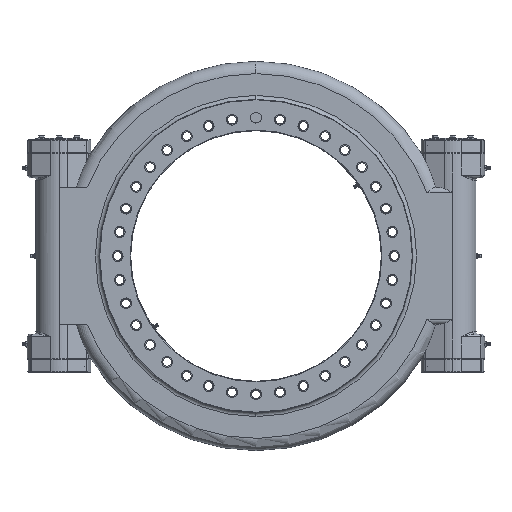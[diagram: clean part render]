
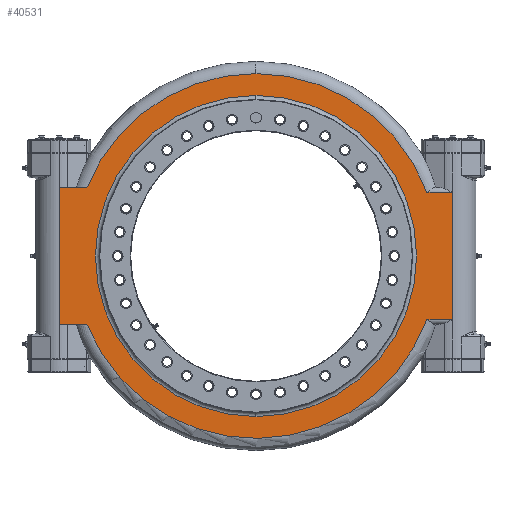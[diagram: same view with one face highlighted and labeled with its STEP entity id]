
A CAD part, left-side view. The second image highlights one B-rep face of the part: STEP entity #40531.
In plain terms, the highlighted planar face has unit normal (-1, 0, 0).
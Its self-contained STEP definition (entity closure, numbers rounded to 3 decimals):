
#2133 = CARTESIAN_POINT ( 'NONE',  ( -48., 0., 0. ) ) ;
#2280 = LINE ( 'NONE', #4136, #26180 ) ;
#4136 = CARTESIAN_POINT ( 'NONE',  ( -48., 328., -130. ) ) ;
#4939 = CARTESIAN_POINT ( 'NONE',  ( -48., 401.889, -140. ) ) ;
#5791 = EDGE_CURVE ( 'NONE', #47363, #45412, #40391, .T. ) ;
#5967 = EDGE_CURVE ( 'NONE', #17019, #39611, #20689, .T. ) ;
#6062 = LINE ( 'NONE', #19466, #51730 ) ;
#6626 = CARTESIAN_POINT ( 'NONE',  ( -48., -401.889, -130. ) ) ;
#6700 = EDGE_CURVE ( 'NONE', #30784, #51188, #19825, .T. ) ;
#10069 = CARTESIAN_POINT ( 'NONE',  ( -48., 0., 0. ) ) ;
#11033 = DIRECTION ( 'NONE',  ( 0., 0., -1. ) ) ;
#11436 = DIRECTION ( 'NONE',  ( 1., 0., 0. ) ) ;
#12485 = DIRECTION ( 'NONE',  ( 0., 0., 1. ) ) ;
#12841 = AXIS2_PLACEMENT_3D ( 'NONE', #14277, #27601, #31710 ) ;
#13380 = CARTESIAN_POINT ( 'NONE',  ( -48., -345.19, 130. ) ) ;
#13536 = CARTESIAN_POINT ( 'NONE',  ( -48., -401.889, 140. ) ) ;
#14045 = CARTESIAN_POINT ( 'NONE',  ( -48., 0., 0. ) ) ;
#14277 = CARTESIAN_POINT ( 'NONE',  ( -48., 0., 0. ) ) ;
#14905 = VERTEX_POINT ( 'NONE', #21759 ) ;
#16614 = ORIENTED_EDGE ( 'NONE', *, *, #52718, .T. ) ;
#17019 = VERTEX_POINT ( 'NONE', #18098 ) ;
#17235 = EDGE_CURVE ( 'NONE', #14905, #38226, #43492, .T. ) ;
#18098 = CARTESIAN_POINT ( 'NONE',  ( -48., -401.889, 130. ) ) ;
#19129 = DIRECTION ( 'NONE',  ( 0., 0., 1. ) ) ;
#19466 = CARTESIAN_POINT ( 'NONE',  ( -48., 280., 140. ) ) ;
#19825 = CIRCLE ( 'NONE', #32364, 372.5 ) ;
#19841 = DIRECTION ( 'NONE',  ( -1., 0., 0. ) ) ;
#19993 = LINE ( 'NONE', #13380, #55754 ) ;
#20556 = CARTESIAN_POINT ( 'NONE',  ( -48., 0., 372.5 ) ) ;
#20612 = ORIENTED_EDGE ( 'NONE', *, *, #52338, .T. ) ;
#20689 = LINE ( 'NONE', #13536, #52958 ) ;
#21438 = EDGE_CURVE ( 'NONE', #17019, #27375, #19993, .T. ) ;
#21759 = CARTESIAN_POINT ( 'NONE',  ( -48., 0., -328. ) ) ;
#22501 = EDGE_LOOP ( 'NONE', ( #39663, #48237 ) ) ;
#23526 = CARTESIAN_POINT ( 'NONE',  ( -48., -349.079, 130. ) ) ;
#24659 = EDGE_CURVE ( 'NONE', #53211, #39611, #2280, .T. ) ;
#26010 = CARTESIAN_POINT ( 'NONE',  ( -48., 0., 328. ) ) ;
#26180 = VECTOR ( 'NONE', #30648, 1000. ) ;
#27375 = VERTEX_POINT ( 'NONE', #23526 ) ;
#27601 = DIRECTION ( 'NONE',  ( -1., 0., 0. ) ) ;
#27767 = AXIS2_PLACEMENT_3D ( 'NONE', #2133, #19841, #51203 ) ;
#29258 = CIRCLE ( 'NONE', #57555, 328. ) ;
#29910 = VECTOR ( 'NONE', #48063, 1000. ) ;
#30152 = CARTESIAN_POINT ( 'NONE',  ( -48., 0., 0. ) ) ;
#30340 = DIRECTION ( 'NONE',  ( -1., 0., 0. ) ) ;
#30648 = DIRECTION ( 'NONE',  ( 0., -1., 0. ) ) ;
#30784 = VERTEX_POINT ( 'NONE', #20556 ) ;
#30933 = VERTEX_POINT ( 'NONE', #32066 ) ;
#31710 = DIRECTION ( 'NONE',  ( 0., 0., 1. ) ) ;
#31792 = DIRECTION ( 'NONE',  ( 0., 1., 0. ) ) ;
#32066 = CARTESIAN_POINT ( 'NONE',  ( -48., 401.889, 140. ) ) ;
#32243 = FACE_BOUND ( 'NONE', #22501, .T. ) ;
#32364 = AXIS2_PLACEMENT_3D ( 'NONE', #30152, #30340, #12485 ) ;
#32795 = ORIENTED_EDGE ( 'NONE', *, *, #38326, .T. ) ;
#33074 = AXIS2_PLACEMENT_3D ( 'NONE', #10069, #45936, #19129 ) ;
#33347 = PLANE ( 'NONE',  #50177 ) ;
#35677 = CIRCLE ( 'NONE', #12841, 372.5 ) ;
#37974 = CARTESIAN_POINT ( 'NONE',  ( -48., 401.889, 140. ) ) ;
#38226 = VERTEX_POINT ( 'NONE', #26010 ) ;
#38326 = EDGE_CURVE ( 'NONE', #27375, #30784, #46736, .T. ) ;
#38534 = FACE_OUTER_BOUND ( 'NONE', #38556, .T. ) ;
#38556 = EDGE_LOOP ( 'NONE', ( #16614, #53080, #57755, #55153, #32795, #39775, #20612, #44514, #45516 ) ) ;
#38821 = CARTESIAN_POINT ( 'NONE',  ( -48., 345.19, -140. ) ) ;
#39118 = LINE ( 'NONE', #37974, #51762 ) ;
#39611 = VERTEX_POINT ( 'NONE', #6626 ) ;
#39663 = ORIENTED_EDGE ( 'NONE', *, *, #57676, .F. ) ;
#39775 = ORIENTED_EDGE ( 'NONE', *, *, #6700, .T. ) ;
#40391 = LINE ( 'NONE', #47705, #29910 ) ;
#40531 = ADVANCED_FACE ( 'NONE', ( #38534, #32243 ), #33347, .F. ) ;
#41062 = DIRECTION ( 'NONE',  ( 0., 0., 1. ) ) ;
#41919 = CARTESIAN_POINT ( 'NONE',  ( -48., -349.079, -130. ) ) ;
#43492 = CIRCLE ( 'NONE', #27767, 328. ) ;
#44208 = CARTESIAN_POINT ( 'NONE',  ( -48., 345.19, 140. ) ) ;
#44514 = ORIENTED_EDGE ( 'NONE', *, *, #57270, .T. ) ;
#45377 = DIRECTION ( 'NONE',  ( -1., 0., 0. ) ) ;
#45412 = VERTEX_POINT ( 'NONE', #4939 ) ;
#45516 = ORIENTED_EDGE ( 'NONE', *, *, #5791, .F. ) ;
#45936 = DIRECTION ( 'NONE',  ( -1., 0., 0. ) ) ;
#46736 = CIRCLE ( 'NONE', #33074, 372.5 ) ;
#47085 = CARTESIAN_POINT ( 'NONE',  ( -48., 328., 0. ) ) ;
#47363 = VERTEX_POINT ( 'NONE', #38821 ) ;
#47705 = CARTESIAN_POINT ( 'NONE',  ( -48., 280., -140. ) ) ;
#48063 = DIRECTION ( 'NONE',  ( 0., 1., 0. ) ) ;
#48237 = ORIENTED_EDGE ( 'NONE', *, *, #17235, .F. ) ;
#49407 = DIRECTION ( 'NONE',  ( 0., 0., -1. ) ) ;
#50177 = AXIS2_PLACEMENT_3D ( 'NONE', #47085, #11436, #11033 ) ;
#50805 = DIRECTION ( 'NONE',  ( 0., 1., 0. ) ) ;
#51169 = DIRECTION ( 'NONE',  ( 0., 0., -1. ) ) ;
#51188 = VERTEX_POINT ( 'NONE', #44208 ) ;
#51203 = DIRECTION ( 'NONE',  ( 0., 0., 1. ) ) ;
#51730 = VECTOR ( 'NONE', #50805, 1000. ) ;
#51762 = VECTOR ( 'NONE', #51169, 1000. ) ;
#52338 = EDGE_CURVE ( 'NONE', #51188, #30933, #6062, .T. ) ;
#52718 = EDGE_CURVE ( 'NONE', #47363, #53211, #35677, .T. ) ;
#52958 = VECTOR ( 'NONE', #49407, 1000. ) ;
#53080 = ORIENTED_EDGE ( 'NONE', *, *, #24659, .T. ) ;
#53211 = VERTEX_POINT ( 'NONE', #41919 ) ;
#55153 = ORIENTED_EDGE ( 'NONE', *, *, #21438, .T. ) ;
#55754 = VECTOR ( 'NONE', #31792, 1000. ) ;
#57270 = EDGE_CURVE ( 'NONE', #30933, #45412, #39118, .T. ) ;
#57555 = AXIS2_PLACEMENT_3D ( 'NONE', #14045, #45377, #41062 ) ;
#57676 = EDGE_CURVE ( 'NONE', #38226, #14905, #29258, .T. ) ;
#57755 = ORIENTED_EDGE ( 'NONE', *, *, #5967, .F. ) ;
